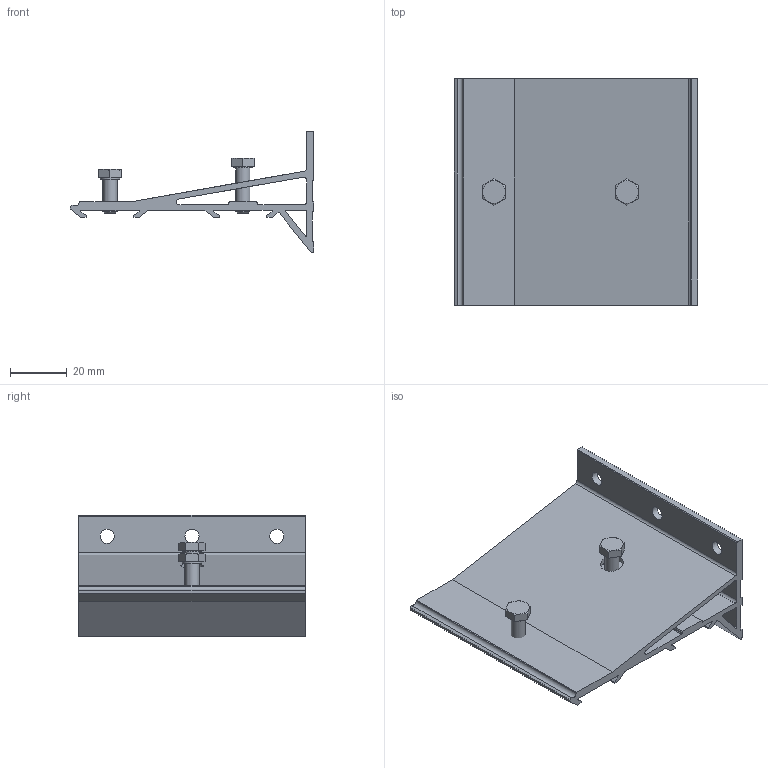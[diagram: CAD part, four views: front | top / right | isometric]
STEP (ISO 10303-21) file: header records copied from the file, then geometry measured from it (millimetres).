
FILE_DESCRIPTION(/* description */ (''),/* implementation_level */ '2;1');
FILE_NAME(/* name */ '11013D.stp',/* time_stamp */ '2019-08-05T11:01:38+02:00',/* author */ ('DOMINIQUE'),/* organization */ (''),/* preprocessor_version */ 'ST-DEVELOPER v17.2',/* originating_system */ 'Autodesk Inventor 2019',/* authorisation */ '');
FILE_SCHEMA (('AUTOMOTIVE_DESIGN { 1 0 10303 214 3 1 1 }'));
Length unit declared in the file: millimetre
Products named in the file (4): 11013D; 20811; vis H M5x16 6.8 ISO 24014; vis H M5x12 6.8 ISO 24014
Assembly tree (3 placements, depth 2):
  11013D
    20811
    vis H M5x16 6.8 ISO 24014
    vis H M5x12 6.8 ISO 24014
Bounding box: 86 x 80 x 43 mm (x, y, z)
Volume: 39090.6 mm3; surface area: 33613.3 mm2
Topology: 3 solids, 3 shells, 111 faces, 297 edges, 196 vertices
Faces by surface type: plane 67, cylinder 30, cone 14
Full cylindrical faces by diameter (mm): 4.134 x2, 5 x5, 6.88 x2, 8 x1
Entity records: 3625 total; most frequent: CARTESIAN_POINT 659, ORIENTED_EDGE 594, DIRECTION 591, EDGE_CURVE 297, AXIS2_PLACEMENT_3D 200, VERTEX_POINT 196, LINE 191, VECTOR 191
